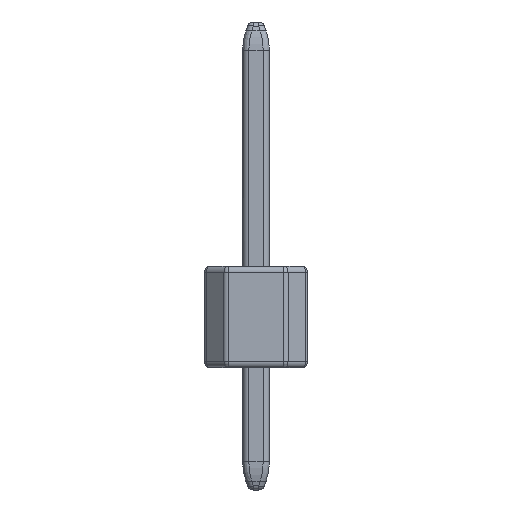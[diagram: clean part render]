
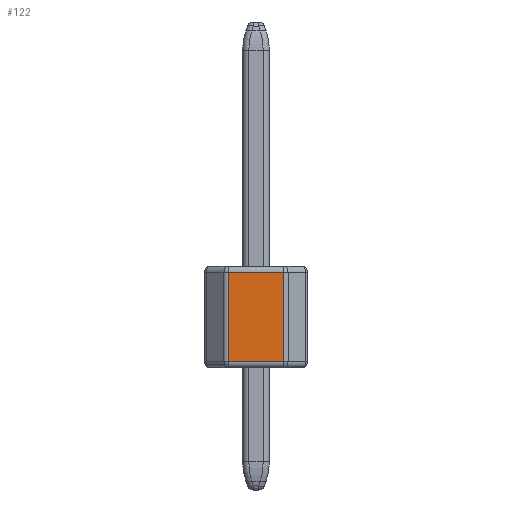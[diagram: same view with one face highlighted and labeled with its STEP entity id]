
A CAD part, left-side view. The second image highlights one B-rep face of the part: STEP entity #122.
In plain terms, the highlighted planar face has unit normal (-1, 0, 0).
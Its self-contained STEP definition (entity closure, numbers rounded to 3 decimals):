
#122 = ADVANCED_FACE('',(#123),#137,.T.);
#123 = FACE_BOUND('',#124,.T.);
#124 = EDGE_LOOP('',(#125,#160,#188,#216));
#125 = ORIENTED_EDGE('',*,*,#126,.T.);
#126 = EDGE_CURVE('',#127,#129,#131,.T.);
#127 = VERTEX_POINT('',#128);
#128 = CARTESIAN_POINT('',(-1.27,-0.682,0.15));
#129 = VERTEX_POINT('',#130);
#130 = CARTESIAN_POINT('',(-1.27,-0.682,2.35));
#131 = SURFACE_CURVE('',#132,(#136,#148),.PCURVE_S1.);
#132 = LINE('',#133,#134);
#133 = CARTESIAN_POINT('',(-1.27,-0.682,0.));
#134 = VECTOR('',#135,1.);
#135 = DIRECTION('',(0.,0.,1.));
#136 = PCURVE('',#137,#142);
#137 = PLANE('',#138);
#138 = AXIS2_PLACEMENT_3D('',#139,#140,#141);
#139 = CARTESIAN_POINT('',(-1.27,-0.744,0.));
#140 = DIRECTION('',(-1.,0.,0.));
#141 = DIRECTION('',(0.,1.,0.));
#142 = DEFINITIONAL_REPRESENTATION('',(#143),#147);
#143 = LINE('',#144,#145);
#144 = CARTESIAN_POINT('',(0.062,0.));
#145 = VECTOR('',#146,1.);
#146 = DIRECTION('',(0.,-1.));
#147 = ( GEOMETRIC_REPRESENTATION_CONTEXT(2) 
PARAMETRIC_REPRESENTATION_CONTEXT() REPRESENTATION_CONTEXT('2D SPACE',''
  ) );
#148 = PCURVE('',#149,#154);
#149 = CYLINDRICAL_SURFACE('',#150,0.15);
#150 = AXIS2_PLACEMENT_3D('',#151,#152,#153);
#151 = CARTESIAN_POINT('',(-1.12,-0.682,0.));
#152 = DIRECTION('',(0.,0.,1.));
#153 = DIRECTION('',(-1.,0.,0.));
#154 = DEFINITIONAL_REPRESENTATION('',(#155),#159);
#155 = LINE('',#156,#157);
#156 = CARTESIAN_POINT('',(0.,0.));
#157 = VECTOR('',#158,1.);
#158 = DIRECTION('',(0.,1.));
#159 = ( GEOMETRIC_REPRESENTATION_CONTEXT(2) 
PARAMETRIC_REPRESENTATION_CONTEXT() REPRESENTATION_CONTEXT('2D SPACE',''
  ) );
#160 = ORIENTED_EDGE('',*,*,#161,.T.);
#161 = EDGE_CURVE('',#129,#162,#164,.T.);
#162 = VERTEX_POINT('',#163);
#163 = CARTESIAN_POINT('',(-1.27,0.682,2.35));
#164 = SURFACE_CURVE('',#165,(#169,#176),.PCURVE_S1.);
#165 = LINE('',#166,#167);
#166 = CARTESIAN_POINT('',(-1.27,-0.744,2.35));
#167 = VECTOR('',#168,1.);
#168 = DIRECTION('',(0.,1.,0.));
#169 = PCURVE('',#137,#170);
#170 = DEFINITIONAL_REPRESENTATION('',(#171),#175);
#171 = LINE('',#172,#173);
#172 = CARTESIAN_POINT('',(0.,-2.35));
#173 = VECTOR('',#174,1.);
#174 = DIRECTION('',(1.,0.));
#175 = ( GEOMETRIC_REPRESENTATION_CONTEXT(2) 
PARAMETRIC_REPRESENTATION_CONTEXT() REPRESENTATION_CONTEXT('2D SPACE',''
  ) );
#176 = PCURVE('',#177,#182);
#177 = CYLINDRICAL_SURFACE('',#178,0.15);
#178 = AXIS2_PLACEMENT_3D('',#179,#180,#181);
#179 = CARTESIAN_POINT('',(-1.12,-0.744,2.35));
#180 = DIRECTION('',(0.,1.,0.));
#181 = DIRECTION('',(-1.,0.,0.));
#182 = DEFINITIONAL_REPRESENTATION('',(#183),#187);
#183 = LINE('',#184,#185);
#184 = CARTESIAN_POINT('',(0.,0.));
#185 = VECTOR('',#186,1.);
#186 = DIRECTION('',(0.,1.));
#187 = ( GEOMETRIC_REPRESENTATION_CONTEXT(2) 
PARAMETRIC_REPRESENTATION_CONTEXT() REPRESENTATION_CONTEXT('2D SPACE',''
  ) );
#188 = ORIENTED_EDGE('',*,*,#189,.F.);
#189 = EDGE_CURVE('',#190,#162,#192,.T.);
#190 = VERTEX_POINT('',#191);
#191 = CARTESIAN_POINT('',(-1.27,0.682,0.15));
#192 = SURFACE_CURVE('',#193,(#197,#204),.PCURVE_S1.);
#193 = LINE('',#194,#195);
#194 = CARTESIAN_POINT('',(-1.27,0.682,0.));
#195 = VECTOR('',#196,1.);
#196 = DIRECTION('',(0.,0.,1.));
#197 = PCURVE('',#137,#198);
#198 = DEFINITIONAL_REPRESENTATION('',(#199),#203);
#199 = LINE('',#200,#201);
#200 = CARTESIAN_POINT('',(1.426,0.));
#201 = VECTOR('',#202,1.);
#202 = DIRECTION('',(0.,-1.));
#203 = ( GEOMETRIC_REPRESENTATION_CONTEXT(2) 
PARAMETRIC_REPRESENTATION_CONTEXT() REPRESENTATION_CONTEXT('2D SPACE',''
  ) );
#204 = PCURVE('',#205,#210);
#205 = CYLINDRICAL_SURFACE('',#206,0.15);
#206 = AXIS2_PLACEMENT_3D('',#207,#208,#209);
#207 = CARTESIAN_POINT('',(-1.12,0.682,0.));
#208 = DIRECTION('',(0.,0.,1.));
#209 = DIRECTION('',(-1.,0.,0.));
#210 = DEFINITIONAL_REPRESENTATION('',(#211),#215);
#211 = LINE('',#212,#213);
#212 = CARTESIAN_POINT('',(-0.,0.));
#213 = VECTOR('',#214,1.);
#214 = DIRECTION('',(-0.,1.));
#215 = ( GEOMETRIC_REPRESENTATION_CONTEXT(2) 
PARAMETRIC_REPRESENTATION_CONTEXT() REPRESENTATION_CONTEXT('2D SPACE',''
  ) );
#216 = ORIENTED_EDGE('',*,*,#217,.F.);
#217 = EDGE_CURVE('',#127,#190,#218,.T.);
#218 = SURFACE_CURVE('',#219,(#223,#230),.PCURVE_S1.);
#219 = LINE('',#220,#221);
#220 = CARTESIAN_POINT('',(-1.27,-0.744,0.15));
#221 = VECTOR('',#222,1.);
#222 = DIRECTION('',(0.,1.,0.));
#223 = PCURVE('',#137,#224);
#224 = DEFINITIONAL_REPRESENTATION('',(#225),#229);
#225 = LINE('',#226,#227);
#226 = CARTESIAN_POINT('',(0.,-0.15));
#227 = VECTOR('',#228,1.);
#228 = DIRECTION('',(1.,0.));
#229 = ( GEOMETRIC_REPRESENTATION_CONTEXT(2) 
PARAMETRIC_REPRESENTATION_CONTEXT() REPRESENTATION_CONTEXT('2D SPACE',''
  ) );
#230 = PCURVE('',#231,#236);
#231 = CYLINDRICAL_SURFACE('',#232,0.15);
#232 = AXIS2_PLACEMENT_3D('',#233,#234,#235);
#233 = CARTESIAN_POINT('',(-1.12,-0.744,0.15));
#234 = DIRECTION('',(0.,1.,0.));
#235 = DIRECTION('',(-1.,0.,0.));
#236 = DEFINITIONAL_REPRESENTATION('',(#237),#241);
#237 = LINE('',#238,#239);
#238 = CARTESIAN_POINT('',(-0.,0.));
#239 = VECTOR('',#240,1.);
#240 = DIRECTION('',(-0.,1.));
#241 = ( GEOMETRIC_REPRESENTATION_CONTEXT(2) 
PARAMETRIC_REPRESENTATION_CONTEXT() REPRESENTATION_CONTEXT('2D SPACE',''
  ) );
